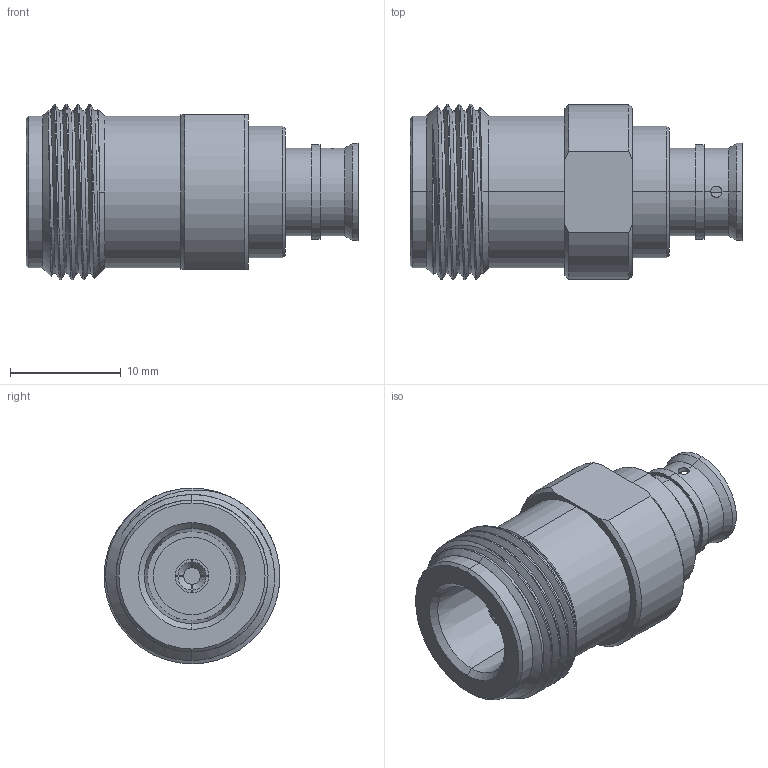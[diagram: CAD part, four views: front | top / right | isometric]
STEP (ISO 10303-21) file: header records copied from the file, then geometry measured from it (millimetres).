
FILE_DESCRIPTION (( 'STEP AP214' ), '1' );
FILE_NAME ('PE45666.step', '2021-01-28T21:24:04', ( '' ), ( '' ), 'SwSTEP 2.0', 'SolidWorks 2018', '' );
FILE_SCHEMA (( 'AUTOMOTIVE_DESIGN' ));
Length unit declared in the file: inch
Products named in the file (1): PE45666
Bounding box: 30 x 15.87 x 15.88 mm (x, y, z)
Volume: 3293.8 mm3; surface area: 2260.6 mm2
Topology: 1 solids, 1 shells, 104 faces, 259 edges, 167 vertices
Faces by surface type: cylinder 46, plane 28, cone 27, bspline 3
Entity records: 4519 total; most frequent: CARTESIAN_POINT 2127, ORIENTED_EDGE 518, DIRECTION 466, EDGE_CURVE 259, AXIS2_PLACEMENT_3D 191, VERTEX_POINT 167, EDGE_LOOP 116, FACE_OUTER_BOUND 104
